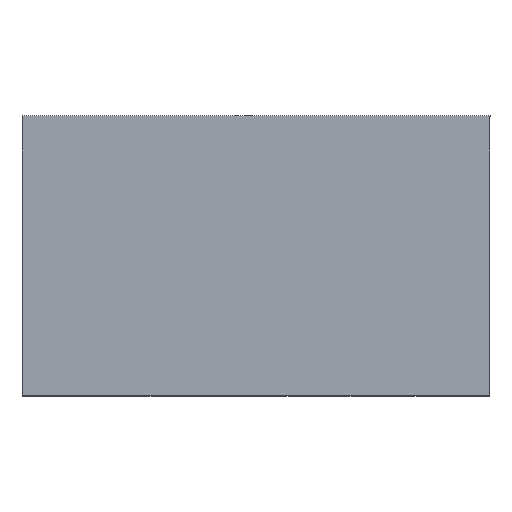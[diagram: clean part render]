
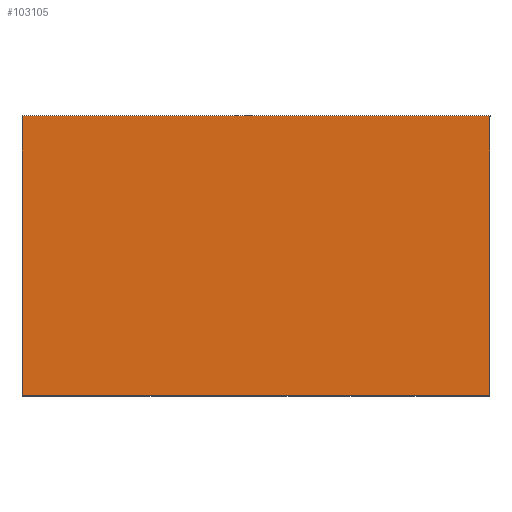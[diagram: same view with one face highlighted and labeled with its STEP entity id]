
A CAD part, top view. The second image highlights one B-rep face of the part: STEP entity #103105.
In plain terms, the highlighted free-form (B-spline) face has degree [1, 1] with [2, 2] control points.
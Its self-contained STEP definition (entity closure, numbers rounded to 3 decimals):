
#102862=CARTESIAN_POINT('',(1.005,-0.601,0.618));
#102863=VERTEX_POINT('',#102862);
#102869=CARTESIAN_POINT('',(-1.005,-0.601,0.618));
#102870=VERTEX_POINT('',#102869);
#102871=CARTESIAN_POINT('',(1.005,-0.601,0.618));
#102872=CARTESIAN_POINT('',(-1.005,-0.601,0.618));
#102873=B_SPLINE_CURVE_WITH_KNOTS('',1,(#102871,#102872),.UNSPECIFIED.,.F.,.U.,(2,2),(0.,1.),.UNSPECIFIED.);
#102874=EDGE_CURVE('',#102863,#102870,#102873,.T.);
#103061=CARTESIAN_POINT('',(1.005,0.601,0.618));
#103062=VERTEX_POINT('',#103061);
#103063=CARTESIAN_POINT('',(1.005,0.601,0.618));
#103064=CARTESIAN_POINT('',(1.005,-0.601,0.618));
#103065=B_SPLINE_CURVE_WITH_KNOTS('',1,(#103063,#103064),.UNSPECIFIED.,.F.,.U.,(2,2),(0.,1.),.UNSPECIFIED.);
#103066=EDGE_CURVE('',#103062,#102863,#103065,.T.);
#103084=CARTESIAN_POINT('',(-1.067,0.637,0.618));
#103085=CARTESIAN_POINT('',(1.067,0.637,0.618));
#103086=CARTESIAN_POINT('',(-1.067,-0.638,0.618));
#103087=CARTESIAN_POINT('',(1.067,-0.638,0.618));
#103088=B_SPLINE_SURFACE_WITH_KNOTS('',1,1,((#103084,#103085),(#103086,#103087)),.PLANE_SURF.,.F.,.F.,.U.,(2,2),(2,2),(0.,1.),(0.,1.),.UNSPECIFIED.);
#103089=CARTESIAN_POINT('',(-1.005,0.601,0.618));
#103090=VERTEX_POINT('',#103089);
#103091=CARTESIAN_POINT('',(-1.005,0.601,0.618));
#103092=CARTESIAN_POINT('',(1.005,0.601,0.618));
#103093=B_SPLINE_CURVE_WITH_KNOTS('',1,(#103091,#103092),.UNSPECIFIED.,.F.,.U.,(2,2),(0.,1.),.UNSPECIFIED.);
#103094=EDGE_CURVE('',#103090,#103062,#103093,.T.);
#103095=ORIENTED_EDGE('',*,*,#103094,.F.);
#103096=CARTESIAN_POINT('',(-1.005,0.601,0.618));
#103097=CARTESIAN_POINT('',(-1.005,-0.601,0.618));
#103098=B_SPLINE_CURVE_WITH_KNOTS('',1,(#103096,#103097),.UNSPECIFIED.,.F.,.U.,(2,2),(0.,1.),.UNSPECIFIED.);
#103099=EDGE_CURVE('',#103090,#102870,#103098,.T.);
#103100=ORIENTED_EDGE('',*,*,#103099,.T.);
#103101=ORIENTED_EDGE('',*,*,#102874,.F.);
#103102=ORIENTED_EDGE('',*,*,#103066,.F.);
#103103=EDGE_LOOP('',(#103095,#103100,#103101,#103102));
#103104=FACE_OUTER_BOUND('',#103103,.T.);
#103105=ADVANCED_FACE('',(#103104),#103088,.T.);
